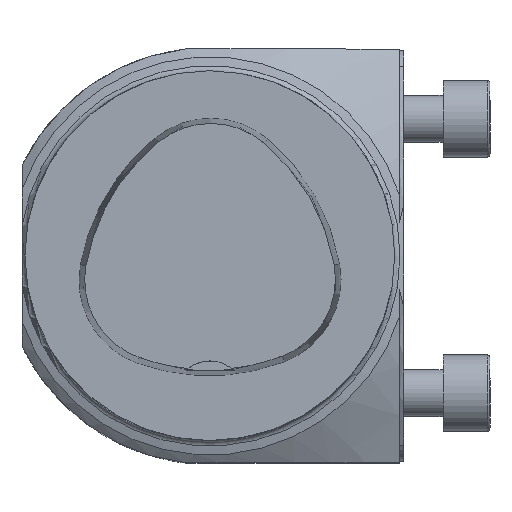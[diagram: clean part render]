
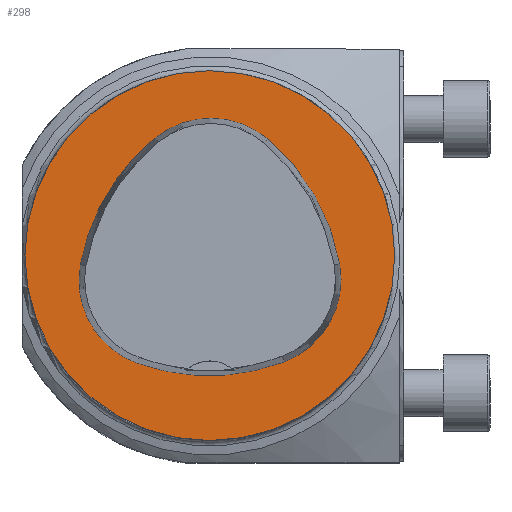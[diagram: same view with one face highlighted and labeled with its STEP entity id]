
A CAD part, top view. The second image highlights one B-rep face of the part: STEP entity #298.
In plain terms, the highlighted planar face has unit normal (0, 0, 1).
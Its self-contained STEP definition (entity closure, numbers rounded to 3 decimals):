
#93=FACE_BOUND('',#451,.T.);
#94=FACE_BOUND('',#452,.T.);
#111=PLANE('',#1243);
#298=ADVANCED_FACE('',(#93,#94),#111,.T.);
#451=EDGE_LOOP('',(#770,#771,#772,#773,#774,#775));
#452=EDGE_LOOP('',(#776));
#512=CIRCLE('',#1215,31.5);
#513=CIRCLE('',#1221,36.);
#515=CIRCLE('',#1224,15.);
#517=CIRCLE('',#1227,36.);
#519=CIRCLE('',#1230,15.);
#523=CIRCLE('',#1235,36.);
#525=CIRCLE('',#1238,15.);
#770=ORIENTED_EDGE('',*,*,#1049,.T.);
#771=ORIENTED_EDGE('',*,*,#1029,.T.);
#772=ORIENTED_EDGE('',*,*,#1033,.T.);
#773=ORIENTED_EDGE('',*,*,#1036,.T.);
#774=ORIENTED_EDGE('',*,*,#1039,.T.);
#775=ORIENTED_EDGE('',*,*,#1047,.T.);
#776=ORIENTED_EDGE('',*,*,#1020,.F.);
#893=VERTEX_POINT('',#1936);
#902=VERTEX_POINT('',#1955);
#903=VERTEX_POINT('',#1956);
#906=VERTEX_POINT('',#1964);
#908=VERTEX_POINT('',#1970);
#910=VERTEX_POINT('',#1976);
#917=VERTEX_POINT('',#1997);
#1020=EDGE_CURVE('',#893,#893,#512,.T.);
#1029=EDGE_CURVE('',#902,#903,#513,.T.);
#1033=EDGE_CURVE('',#903,#906,#515,.T.);
#1036=EDGE_CURVE('',#906,#908,#517,.T.);
#1039=EDGE_CURVE('',#908,#910,#519,.T.);
#1047=EDGE_CURVE('',#910,#917,#523,.T.);
#1049=EDGE_CURVE('',#917,#902,#525,.T.);
#1215=AXIS2_PLACEMENT_3D('',#1935,#1486,#1487);
#1221=AXIS2_PLACEMENT_3D('',#1954,#1502,#1503);
#1224=AXIS2_PLACEMENT_3D('',#1963,#1510,#1511);
#1227=AXIS2_PLACEMENT_3D('',#1969,#1517,#1518);
#1230=AXIS2_PLACEMENT_3D('',#1975,#1524,#1525);
#1235=AXIS2_PLACEMENT_3D('',#1998,#1536,#1537);
#1238=AXIS2_PLACEMENT_3D('',#2001,#1542,#1543);
#1243=AXIS2_PLACEMENT_3D('',#2006,#1552,#1553);
#1486=DIRECTION('',(0.,0.,-1.));
#1487=DIRECTION('',(-1.,0.,0.));
#1502=DIRECTION('',(0.,0.,-1.));
#1503=DIRECTION('',(-1.,0.,0.));
#1510=DIRECTION('',(0.,0.,-1.));
#1511=DIRECTION('',(-1.,0.,0.));
#1517=DIRECTION('',(0.,0.,-1.));
#1518=DIRECTION('',(-1.,0.,0.));
#1524=DIRECTION('',(0.,0.,-1.));
#1525=DIRECTION('',(-1.,0.,0.));
#1536=DIRECTION('',(0.,0.,-1.));
#1537=DIRECTION('',(-1.,0.,0.));
#1542=DIRECTION('',(0.,0.,-1.));
#1543=DIRECTION('',(-1.,0.,0.));
#1552=DIRECTION('',(0.,0.,1.));
#1553=DIRECTION('',(1.,0.,0.));
#1935=CARTESIAN_POINT('',(0.,0.,0.));
#1936=CARTESIAN_POINT('',(-31.5,0.,0.));
#1954=CARTESIAN_POINT('',(13.398,-7.893,0.));
#1955=CARTESIAN_POINT('',(-22.041,-1.562,0.));
#1956=CARTESIAN_POINT('',(-9.317,20.036,0.));
#1963=CARTESIAN_POINT('',(0.148,8.399,0.));
#1964=CARTESIAN_POINT('',(9.779,19.898,0.));
#1969=CARTESIAN_POINT('',(-13.337,-7.7,0.));
#1970=CARTESIAN_POINT('',(22.122,-1.48,0.));
#1975=CARTESIAN_POINT('',(7.347,-4.071,0.));
#1976=CARTESIAN_POINT('',(12.693,-18.087,0.));
#1997=CARTESIAN_POINT('',(-12.373,-18.307,0.));
#1998=CARTESIAN_POINT('',(-0.137,15.55,0.));
#2001=CARTESIAN_POINT('',(-7.275,-4.2,0.));
#2006=CARTESIAN_POINT('',(0.,0.,0.));
